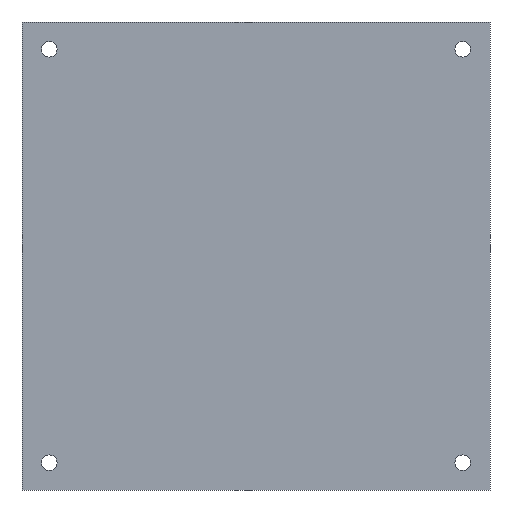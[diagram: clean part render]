
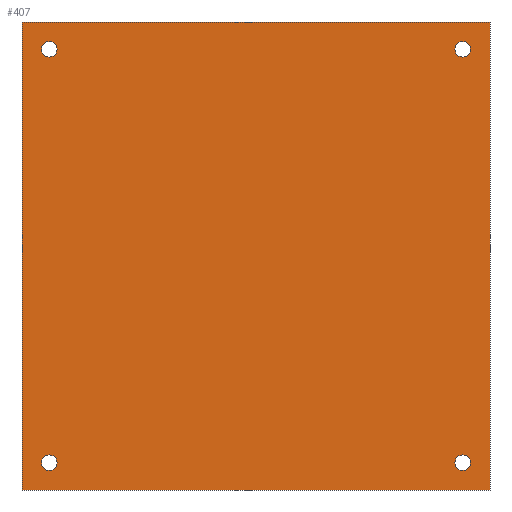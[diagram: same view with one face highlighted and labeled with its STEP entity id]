
A CAD part, front view. The second image highlights one B-rep face of the part: STEP entity #407.
In plain terms, the highlighted planar face has unit normal (0, -1, 0).
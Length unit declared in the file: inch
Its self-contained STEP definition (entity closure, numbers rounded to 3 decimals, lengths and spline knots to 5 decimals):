
#6 = EDGE_CURVE ( 'NONE', #92, #92, #292, .T. ) ;
#8 = CIRCLE ( 'NONE', #80, 0.25 ) ;
#13 = FACE_OUTER_BOUND ( 'NONE', #33, .T. ) ;
#16 = EDGE_LOOP ( 'NONE', ( #301 ) ) ;
#19 = DIRECTION ( 'NONE',  ( 0., 0., -1. ) ) ;
#22 = VECTOR ( 'NONE', #294, 39.37008 ) ;
#28 = DIRECTION ( 'NONE',  ( 0., 0., 1. ) ) ;
#33 = EDGE_LOOP ( 'NONE', ( #504, #194, #244, #357 ) ) ;
#43 = DIRECTION ( 'NONE',  ( 0., 1., 0. ) ) ;
#44 = FACE_BOUND ( 'NONE', #16, .T. ) ;
#60 = VERTEX_POINT ( 'NONE', #389 ) ;
#65 = EDGE_LOOP ( 'NONE', ( #470 ) ) ;
#77 = CARTESIAN_POINT ( 'NONE',  ( -6.625, 0., 6.625 ) ) ;
#80 = AXIS2_PLACEMENT_3D ( 'NONE', #77, #360, #278 ) ;
#89 = EDGE_CURVE ( 'NONE', #321, #321, #489, .T. ) ;
#90 = DIRECTION ( 'NONE',  ( 0., 0., 1. ) ) ;
#92 = VERTEX_POINT ( 'NONE', #434 ) ;
#103 = CARTESIAN_POINT ( 'NONE',  ( 6.625, 0., 6.625 ) ) ;
#121 = LINE ( 'NONE', #427, #216 ) ;
#127 = VERTEX_POINT ( 'NONE', #143 ) ;
#143 = CARTESIAN_POINT ( 'NONE',  ( -7.5, 0., 7.5 ) ) ;
#152 = CARTESIAN_POINT ( 'NONE',  ( -7.5, 0., -7.5 ) ) ;
#168 = CARTESIAN_POINT ( 'NONE',  ( 6.625, 0., -6.625 ) ) ;
#174 = VERTEX_POINT ( 'NONE', #152 ) ;
#182 = EDGE_CURVE ( 'NONE', #60, #60, #8, .T. ) ;
#186 = DIRECTION ( 'NONE',  ( 1., 0., 0. ) ) ;
#194 = ORIENTED_EDGE ( 'NONE', *, *, #457, .T. ) ;
#207 = EDGE_CURVE ( 'NONE', #510, #510, #430, .T. ) ;
#208 = ORIENTED_EDGE ( 'NONE', *, *, #6, .T. ) ;
#214 = CARTESIAN_POINT ( 'NONE',  ( -7.5, 0., -7.5 ) ) ;
#216 = VECTOR ( 'NONE', #186, 39.37008 ) ;
#217 = FACE_BOUND ( 'NONE', #65, .T. ) ;
#219 = CARTESIAN_POINT ( 'NONE',  ( 7.5, 0., -7.5 ) ) ;
#224 = CARTESIAN_POINT ( 'NONE',  ( -6.625, 0., -6.625 ) ) ;
#244 = ORIENTED_EDGE ( 'NONE', *, *, #484, .T. ) ;
#256 = FACE_BOUND ( 'NONE', #432, .T. ) ;
#275 = AXIS2_PLACEMENT_3D ( 'NONE', #224, #304, #352 ) ;
#277 = EDGE_LOOP ( 'NONE', ( #208 ) ) ;
#278 = DIRECTION ( 'NONE',  ( 0., 0., 1. ) ) ;
#286 = CARTESIAN_POINT ( 'NONE',  ( 7.5, 0., -7.5 ) ) ;
#292 = CIRCLE ( 'NONE', #275, 0.25 ) ;
#294 = DIRECTION ( 'NONE',  ( -1., 0., 0. ) ) ;
#301 = ORIENTED_EDGE ( 'NONE', *, *, #89, .T. ) ;
#304 = DIRECTION ( 'NONE',  ( 0., 1., 0. ) ) ;
#321 = VERTEX_POINT ( 'NONE', #392 ) ;
#347 = CARTESIAN_POINT ( 'NONE',  ( 6.625, 0., -6.375 ) ) ;
#351 = CARTESIAN_POINT ( 'NONE',  ( -7.5, 0., -7.5 ) ) ;
#352 = DIRECTION ( 'NONE',  ( 0., 0., 1. ) ) ;
#353 = CARTESIAN_POINT ( 'NONE',  ( 7.5, 0., 7.5 ) ) ;
#354 = LINE ( 'NONE', #286, #477 ) ;
#357 = ORIENTED_EDGE ( 'NONE', *, *, #517, .T. ) ;
#360 = DIRECTION ( 'NONE',  ( 0., 1., 0. ) ) ;
#377 = EDGE_CURVE ( 'NONE', #461, #524, #354, .T. ) ;
#387 = FACE_BOUND ( 'NONE', #277, .T. ) ;
#388 = AXIS2_PLACEMENT_3D ( 'NONE', #103, #513, #28 ) ;
#389 = CARTESIAN_POINT ( 'NONE',  ( -6.625, 0., 6.875 ) ) ;
#392 = CARTESIAN_POINT ( 'NONE',  ( 6.625, 0., 6.875 ) ) ;
#401 = ORIENTED_EDGE ( 'NONE', *, *, #182, .T. ) ;
#407 = ADVANCED_FACE ( 'NONE', ( #13, #44, #217, #387, #256 ), #456, .T. ) ;
#414 = VECTOR ( 'NONE', #19, 39.37008 ) ;
#421 = DIRECTION ( 'NONE',  ( 0., 0., 1. ) ) ;
#427 = CARTESIAN_POINT ( 'NONE',  ( -7.5, 0., -7.5 ) ) ;
#430 = CIRCLE ( 'NONE', #443, 0.25 ) ;
#432 = EDGE_LOOP ( 'NONE', ( #401 ) ) ;
#434 = CARTESIAN_POINT ( 'NONE',  ( -6.625, 0., -6.375 ) ) ;
#443 = AXIS2_PLACEMENT_3D ( 'NONE', #168, #43, #90 ) ;
#452 = LINE ( 'NONE', #496, #22 ) ;
#456 = PLANE ( 'NONE',  #478 ) ;
#457 = EDGE_CURVE ( 'NONE', #524, #127, #452, .T. ) ;
#459 = LINE ( 'NONE', #351, #414 ) ;
#460 = DIRECTION ( 'NONE',  ( 0., 0., -1. ) ) ;
#461 = VERTEX_POINT ( 'NONE', #219 ) ;
#465 = DIRECTION ( 'NONE',  ( 0., -1., 0. ) ) ;
#470 = ORIENTED_EDGE ( 'NONE', *, *, #207, .T. ) ;
#477 = VECTOR ( 'NONE', #421, 39.37008 ) ;
#478 = AXIS2_PLACEMENT_3D ( 'NONE', #214, #465, #460 ) ;
#484 = EDGE_CURVE ( 'NONE', #127, #174, #459, .T. ) ;
#489 = CIRCLE ( 'NONE', #388, 0.25 ) ;
#496 = CARTESIAN_POINT ( 'NONE',  ( -7.5, 0., 7.5 ) ) ;
#504 = ORIENTED_EDGE ( 'NONE', *, *, #377, .T. ) ;
#510 = VERTEX_POINT ( 'NONE', #347 ) ;
#513 = DIRECTION ( 'NONE',  ( 0., 1., 0. ) ) ;
#517 = EDGE_CURVE ( 'NONE', #174, #461, #121, .T. ) ;
#524 = VERTEX_POINT ( 'NONE', #353 ) ;
